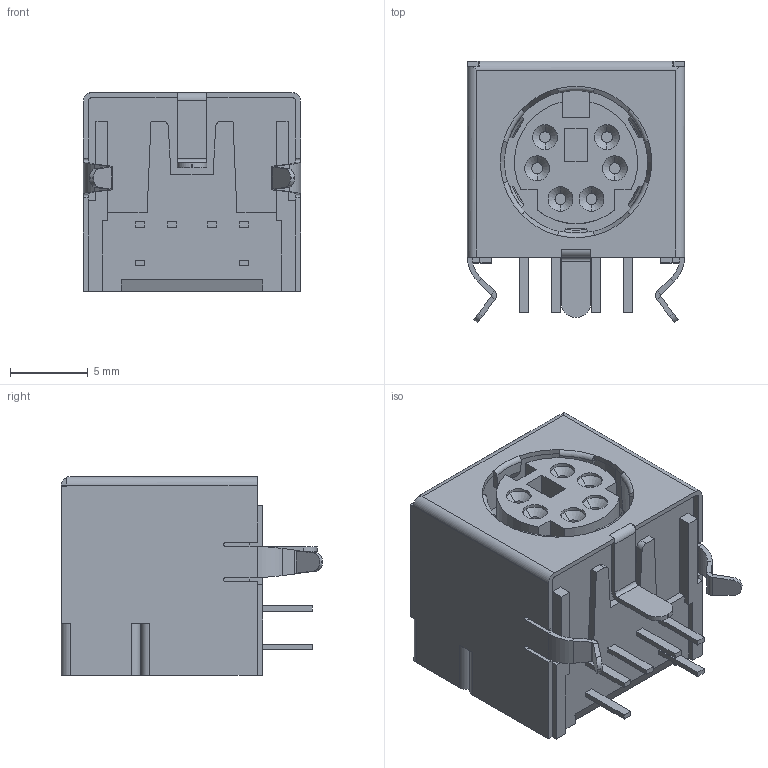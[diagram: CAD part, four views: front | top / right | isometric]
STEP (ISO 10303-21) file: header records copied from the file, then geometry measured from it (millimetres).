
FILE_DESCRIPTION((''),'2;1');
FILE_NAME('C-5749231-1','2010-03-25T',('workeradm'),('Tyco Electronics Ltd.'),'PRO/ENGINEER BY PARAMETRIC TECHNOLOGY CORPORATION, 2009300','PRO/ENGINEER BY PARAMETRIC TECHNOLOGY CORPORATION, 2009300','');
FILE_SCHEMA(('AUTOMOTIVE_DESIGN { 1 0 10303 214 1 1 1 1 }'));
Length unit declared in the file: millimetre
Products named in the file (1): C-5749231-1
Bounding box: 14 x 16.86 x 12.83 mm (x, y, z)
Volume: 1873.2 mm3; surface area: 1798 mm2
Topology: 1 solids, 1 shells, 359 faces, 932 edges, 590 vertices
Faces by surface type: plane 180, cylinder 98, bspline 30, torus 26, cone 25
Entity records: 12062 total; most frequent: CARTESIAN_POINT 3288, ORIENTED_EDGE 1864, DIRECTION 1639, EDGE_CURVE 932, VERTEX_POINT 590, AXIS2_PLACEMENT_3D 549, VECTOR 541, LINE 541
